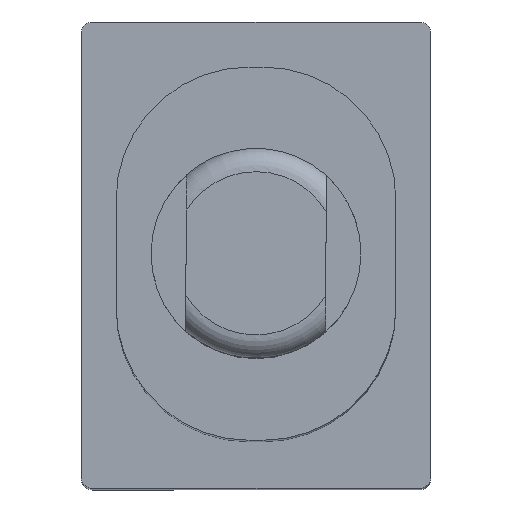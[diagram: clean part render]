
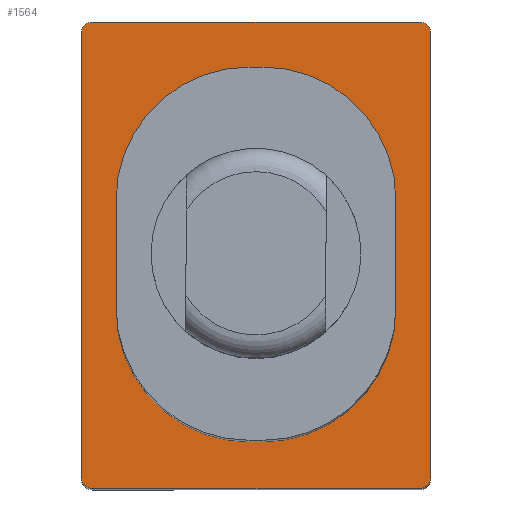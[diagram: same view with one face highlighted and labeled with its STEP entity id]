
A CAD part, top view. The second image highlights one B-rep face of the part: STEP entity #1564.
In plain terms, the highlighted planar face has unit normal (0, 0, 1).
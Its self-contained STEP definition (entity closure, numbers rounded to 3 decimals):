
#2 = CARTESIAN_POINT ( 'NONE',  ( 7., -9.5, 38. ) ) ;
#12 = CARTESIAN_POINT ( 'NONE',  ( 0.3, -8., 38. ) ) ;
#23 = CIRCLE ( 'NONE', #417, 5.7 ) ;
#25 = VECTOR ( 'NONE', #116, 1000. ) ;
#44 = DIRECTION ( 'NONE',  ( 0., 0., 1. ) ) ;
#72 = CARTESIAN_POINT ( 'NONE',  ( -7., 10., 38. ) ) ;
#80 = LINE ( 'NONE', #639, #1501 ) ;
#86 = CIRCLE ( 'NONE', #1405, 0.5 ) ;
#87 = VECTOR ( 'NONE', #984, 1000. ) ;
#91 = CARTESIAN_POINT ( 'NONE',  ( 6., 2.3, 38. ) ) ;
#116 = DIRECTION ( 'NONE',  ( -1., 0., 0. ) ) ;
#120 = EDGE_CURVE ( 'NONE', #485, #220, #605, .T. ) ;
#174 = ORIENTED_EDGE ( 'NONE', *, *, #1685, .F. ) ;
#187 = LINE ( 'NONE', #325, #1473 ) ;
#192 = ORIENTED_EDGE ( 'NONE', *, *, #1154, .F. ) ;
#220 = VERTEX_POINT ( 'NONE', #1425 ) ;
#222 = CARTESIAN_POINT ( 'NONE',  ( -7.5, -9.5, 38. ) ) ;
#224 = AXIS2_PLACEMENT_3D ( 'NONE', #1545, #1516, #705 ) ;
#263 = CARTESIAN_POINT ( 'NONE',  ( 6., -2.3, 38. ) ) ;
#325 = CARTESIAN_POINT ( 'NONE',  ( 7.5, -10., 38. ) ) ;
#343 = VERTEX_POINT ( 'NONE', #263 ) ;
#370 = DIRECTION ( 'NONE',  ( 0., 0., 1. ) ) ;
#377 = ORIENTED_EDGE ( 'NONE', *, *, #1707, .F. ) ;
#390 = CARTESIAN_POINT ( 'NONE',  ( -7., 9.5, 38. ) ) ;
#395 = CARTESIAN_POINT ( 'NONE',  ( 0.3, 2.3, 38. ) ) ;
#399 = VECTOR ( 'NONE', #1372, 1000. ) ;
#407 = EDGE_CURVE ( 'NONE', #461, #491, #725, .T. ) ;
#417 = AXIS2_PLACEMENT_3D ( 'NONE', #655, #782, #506 ) ;
#419 = CARTESIAN_POINT ( 'NONE',  ( 7., -10., 38. ) ) ;
#448 = DIRECTION ( 'NONE',  ( 1., 0., 0. ) ) ;
#461 = VERTEX_POINT ( 'NONE', #91 ) ;
#466 = EDGE_LOOP ( 'NONE', ( #583, #706, #897, #1066, #1230, #377, #174, #192 ) ) ;
#484 = FACE_BOUND ( 'NONE', #466, .T. ) ;
#485 = VERTEX_POINT ( 'NONE', #419 ) ;
#491 = VERTEX_POINT ( 'NONE', #1401 ) ;
#506 = DIRECTION ( 'NONE',  ( -1., 0., 0. ) ) ;
#517 = DIRECTION ( 'NONE',  ( -1., 0., 0. ) ) ;
#533 = VECTOR ( 'NONE', #1541, 1000. ) ;
#540 = AXIS2_PLACEMENT_3D ( 'NONE', #1504, #370, #651 ) ;
#542 = AXIS2_PLACEMENT_3D ( 'NONE', #1628, #1350, #1178 ) ;
#544 = ORIENTED_EDGE ( 'NONE', *, *, #999, .T. ) ;
#583 = ORIENTED_EDGE ( 'NONE', *, *, #711, .F. ) ;
#593 = VERTEX_POINT ( 'NONE', #739 ) ;
#605 = CIRCLE ( 'NONE', #1391, 0.5 ) ;
#606 = CARTESIAN_POINT ( 'NONE',  ( -6., -2.3, 38. ) ) ;
#617 = CARTESIAN_POINT ( 'NONE',  ( -6., 2.3, 38. ) ) ;
#639 = CARTESIAN_POINT ( 'NONE',  ( 7.5, -10., 38. ) ) ;
#651 = DIRECTION ( 'NONE',  ( 1., 0., 0. ) ) ;
#655 = CARTESIAN_POINT ( 'NONE',  ( -0.3, -2.3, 38. ) ) ;
#659 = CARTESIAN_POINT ( 'NONE',  ( 6., -2.3, 38. ) ) ;
#679 = DIRECTION ( 'NONE',  ( 0., 0., 1. ) ) ;
#680 = VERTEX_POINT ( 'NONE', #617 ) ;
#705 = DIRECTION ( 'NONE',  ( 1., 0., 0. ) ) ;
#706 = ORIENTED_EDGE ( 'NONE', *, *, #1684, .F. ) ;
#711 = EDGE_CURVE ( 'NONE', #1697, #792, #23, .T. ) ;
#725 = CIRCLE ( 'NONE', #818, 5.7 ) ;
#727 = PLANE ( 'NONE',  #540 ) ;
#739 = CARTESIAN_POINT ( 'NONE',  ( -7., -10., 38. ) ) ;
#746 = EDGE_CURVE ( 'NONE', #491, #1722, #1216, .T. ) ;
#749 = VERTEX_POINT ( 'NONE', #72 ) ;
#751 = EDGE_CURVE ( 'NONE', #220, #1157, #80, .T. ) ;
#764 = ORIENTED_EDGE ( 'NONE', *, *, #1215, .T. ) ;
#782 = DIRECTION ( 'NONE',  ( 0., 0., 1. ) ) ;
#792 = VERTEX_POINT ( 'NONE', #985 ) ;
#818 = AXIS2_PLACEMENT_3D ( 'NONE', #395, #934, #1517 ) ;
#845 = CARTESIAN_POINT ( 'NONE',  ( 7.5, 9.5, 38. ) ) ;
#883 = VERTEX_POINT ( 'NONE', #966 ) ;
#895 = LINE ( 'NONE', #606, #1609 ) ;
#897 = ORIENTED_EDGE ( 'NONE', *, *, #1733, .F. ) ;
#920 = DIRECTION ( 'NONE',  ( 0., -1., 0. ) ) ;
#925 = VECTOR ( 'NONE', #517, 1000. ) ;
#934 = DIRECTION ( 'NONE',  ( 0., 0., 1. ) ) ;
#963 = CARTESIAN_POINT ( 'NONE',  ( 7., 10., 38. ) ) ;
#966 = CARTESIAN_POINT ( 'NONE',  ( -7.5, 9.5, 38. ) ) ;
#977 = EDGE_LOOP ( 'NONE', ( #1577, #1433, #1725, #1563, #1026, #544, #764, #1185 ) ) ;
#984 = DIRECTION ( 'NONE',  ( 1., 0., 0. ) ) ;
#985 = CARTESIAN_POINT ( 'NONE',  ( -0.3, -8., 38. ) ) ;
#999 = EDGE_CURVE ( 'NONE', #1421, #593, #86, .T. ) ;
#1026 = ORIENTED_EDGE ( 'NONE', *, *, #1120, .T. ) ;
#1041 = VERTEX_POINT ( 'NONE', #1535 ) ;
#1042 = CIRCLE ( 'NONE', #224, 0.5 ) ;
#1059 = DIRECTION ( 'NONE',  ( 1., 0., 0. ) ) ;
#1066 = ORIENTED_EDGE ( 'NONE', *, *, #746, .F. ) ;
#1081 = DIRECTION ( 'NONE',  ( 1., 0., 0. ) ) ;
#1090 = AXIS2_PLACEMENT_3D ( 'NONE', #390, #1499, #1059 ) ;
#1097 = CARTESIAN_POINT ( 'NONE',  ( 7.5, 10., 38. ) ) ;
#1120 = EDGE_CURVE ( 'NONE', #883, #1421, #1134, .T. ) ;
#1126 = LINE ( 'NONE', #12, #87 ) ;
#1134 = LINE ( 'NONE', #1417, #533 ) ;
#1154 = EDGE_CURVE ( 'NONE', #792, #1041, #1126, .T. ) ;
#1157 = VERTEX_POINT ( 'NONE', #845 ) ;
#1178 = DIRECTION ( 'NONE',  ( 1., 0., 0. ) ) ;
#1185 = ORIENTED_EDGE ( 'NONE', *, *, #120, .T. ) ;
#1215 = EDGE_CURVE ( 'NONE', #593, #485, #187, .T. ) ;
#1216 = LINE ( 'NONE', #1346, #925 ) ;
#1224 = LINE ( 'NONE', #659, #399 ) ;
#1230 = ORIENTED_EDGE ( 'NONE', *, *, #407, .F. ) ;
#1241 = LINE ( 'NONE', #1097, #25 ) ;
#1243 = CIRCLE ( 'NONE', #1090, 0.5 ) ;
#1255 = CIRCLE ( 'NONE', #1282, 5.7 ) ;
#1282 = AXIS2_PLACEMENT_3D ( 'NONE', #1793, #1646, #1081 ) ;
#1283 = FACE_OUTER_BOUND ( 'NONE', #977, .T. ) ;
#1337 = EDGE_CURVE ( 'NONE', #749, #883, #1243, .T. ) ;
#1346 = CARTESIAN_POINT ( 'NONE',  ( 0.3, 8., 38. ) ) ;
#1350 = DIRECTION ( 'NONE',  ( 0., 0., 1. ) ) ;
#1372 = DIRECTION ( 'NONE',  ( 0., 1., 0. ) ) ;
#1381 = CARTESIAN_POINT ( 'NONE',  ( -0.3, 8., 38. ) ) ;
#1391 = AXIS2_PLACEMENT_3D ( 'NONE', #2, #44, #1419 ) ;
#1401 = CARTESIAN_POINT ( 'NONE',  ( 0.3, 8., 38. ) ) ;
#1405 = AXIS2_PLACEMENT_3D ( 'NONE', #1659, #679, #1686 ) ;
#1417 = CARTESIAN_POINT ( 'NONE',  ( -7.5, -10., 38. ) ) ;
#1419 = DIRECTION ( 'NONE',  ( 1., 0., 0. ) ) ;
#1421 = VERTEX_POINT ( 'NONE', #222 ) ;
#1425 = CARTESIAN_POINT ( 'NONE',  ( 7.5, -9.5, 38. ) ) ;
#1430 = EDGE_CURVE ( 'NONE', #1462, #749, #1241, .T. ) ;
#1433 = ORIENTED_EDGE ( 'NONE', *, *, #1573, .T. ) ;
#1462 = VERTEX_POINT ( 'NONE', #963 ) ;
#1473 = VECTOR ( 'NONE', #448, 1000. ) ;
#1499 = DIRECTION ( 'NONE',  ( 0., 0., 1. ) ) ;
#1501 = VECTOR ( 'NONE', #1767, 1000. ) ;
#1504 = CARTESIAN_POINT ( 'NONE',  ( 0., 0., 38. ) ) ;
#1516 = DIRECTION ( 'NONE',  ( 0., 0., 1. ) ) ;
#1517 = DIRECTION ( 'NONE',  ( -1., 0., 0. ) ) ;
#1535 = CARTESIAN_POINT ( 'NONE',  ( 0.3, -8., 38. ) ) ;
#1541 = DIRECTION ( 'NONE',  ( 0., -1., 0. ) ) ;
#1545 = CARTESIAN_POINT ( 'NONE',  ( 7., 9.5, 38. ) ) ;
#1563 = ORIENTED_EDGE ( 'NONE', *, *, #1337, .T. ) ;
#1564 = ADVANCED_FACE ( 'NONE', ( #484, #1283 ), #727, .T. ) ;
#1573 = EDGE_CURVE ( 'NONE', #1157, #1462, #1042, .T. ) ;
#1577 = ORIENTED_EDGE ( 'NONE', *, *, #751, .T. ) ;
#1609 = VECTOR ( 'NONE', #920, 1000. ) ;
#1620 = CARTESIAN_POINT ( 'NONE',  ( -6., -2.3, 38. ) ) ;
#1628 = CARTESIAN_POINT ( 'NONE',  ( 0.3, -2.3, 38. ) ) ;
#1646 = DIRECTION ( 'NONE',  ( 0., 0., 1. ) ) ;
#1659 = CARTESIAN_POINT ( 'NONE',  ( -7., -9.5, 38. ) ) ;
#1661 = CIRCLE ( 'NONE', #542, 5.7 ) ;
#1684 = EDGE_CURVE ( 'NONE', #680, #1697, #895, .T. ) ;
#1685 = EDGE_CURVE ( 'NONE', #1041, #343, #1661, .T. ) ;
#1686 = DIRECTION ( 'NONE',  ( 1., 0., 0. ) ) ;
#1697 = VERTEX_POINT ( 'NONE', #1620 ) ;
#1707 = EDGE_CURVE ( 'NONE', #343, #461, #1224, .T. ) ;
#1722 = VERTEX_POINT ( 'NONE', #1381 ) ;
#1725 = ORIENTED_EDGE ( 'NONE', *, *, #1430, .T. ) ;
#1733 = EDGE_CURVE ( 'NONE', #1722, #680, #1255, .T. ) ;
#1767 = DIRECTION ( 'NONE',  ( 0., 1., 0. ) ) ;
#1793 = CARTESIAN_POINT ( 'NONE',  ( -0.3, 2.3, 38. ) ) ;
